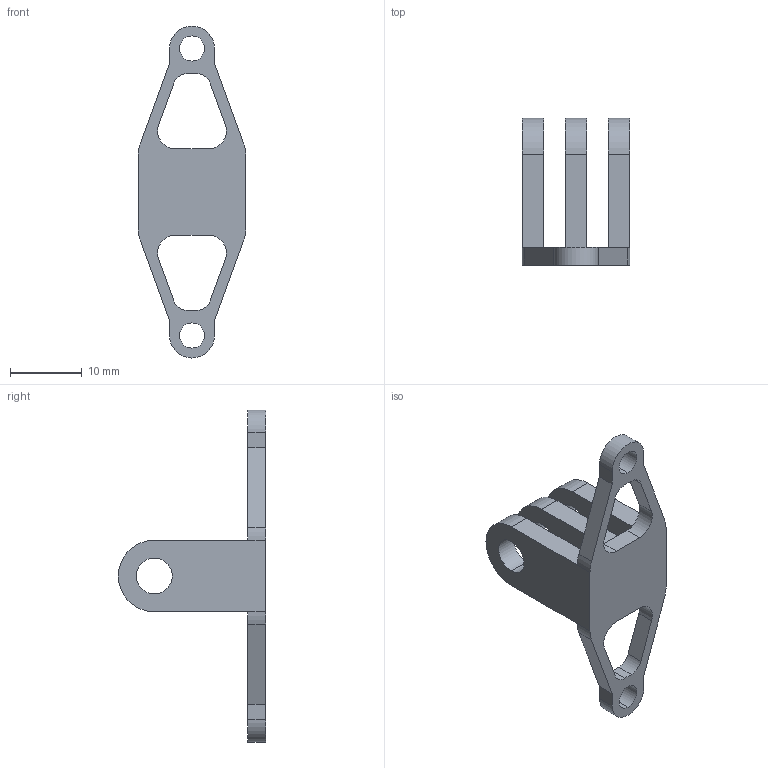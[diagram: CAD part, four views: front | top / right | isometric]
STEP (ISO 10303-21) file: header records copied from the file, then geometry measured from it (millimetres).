
FILE_DESCRIPTION (( 'STEP AP203' ), '1' );
FILE_NAME ('Bracket_Default_sldprt.STEP', '2021-02-13T10:55:39', ( '' ), ( '' ), 'SwSTEP 2.0', 'SolidWorks 2019', '' );
FILE_SCHEMA (( 'CONFIG_CONTROL_DESIGN' ));
Length unit declared in the file: metre
Products named in the file (1): Bracket_Default_sldprt
Bounding box: 15 x 20.5 x 46.27 mm (x, y, z)
Volume: 2138.9 mm3; surface area: 2433.7 mm2
Topology: 1 solids, 1 shells, 58 faces, 161 edges, 106 vertices
Faces by surface type: plane 30, cylinder 28
Entity records: 1974 total; most frequent: DIRECTION 335, CARTESIAN_POINT 326, ORIENTED_EDGE 322, EDGE_CURVE 161, AXIS2_PLACEMENT_3D 115, VERTEX_POINT 106, VECTOR 105, LINE 105
